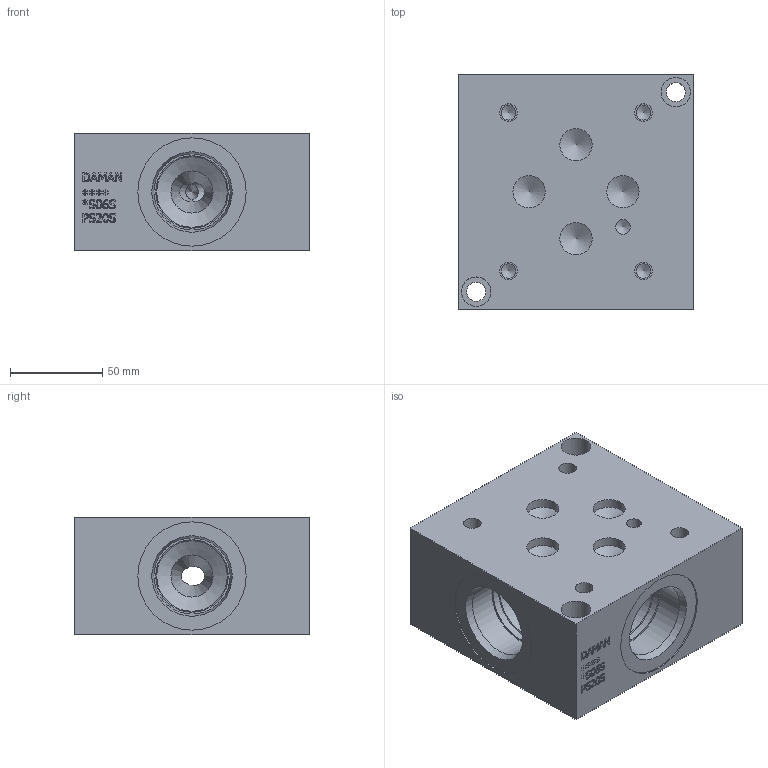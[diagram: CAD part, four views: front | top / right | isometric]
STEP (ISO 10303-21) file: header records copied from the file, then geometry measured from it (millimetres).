
FILE_DESCRIPTION(/* description */ (''),/* implementation_level */ '2;1');
FILE_NAME(/* name */ '_S06SPS20S.stp',/* time_stamp */ '2022-10-03T14:55:43-04:00',/* author */ ('bobbyh'),/* organization */ (''),/* preprocessor_version */ 'ST-DEVELOPER v18',/* originating_system */ 'Autodesk Inventor 2020',/* authorisation */ '');
FILE_SCHEMA (('AUTOMOTIVE_DESIGN { 1 0 10303 214 3 1 1 }'));
Length unit declared in the file: millimetre
Products named in the file (1): Part_AS06SPS20S_3D
Bounding box: 127 x 127 x 63.5 mm (x, y, z)
Volume: 783284.7 mm3; surface area: 94015.3 mm2
Topology: 1 solids, 1 shells, 416 faces, 1145 edges, 769 vertices
Faces by surface type: plane 219, bspline 134, cylinder 37, cone 26
Full cylindrical faces by diameter (mm): 7.925 x4, 8.001 x1, 9.525 x4, 10.312 x2, 15.875 x2, 17.475 x4, 38.1 x4, 39.218 x4, 41.275 x3, 41.28 x1, 41.758 x1, 43.51 x3, 58.572 x4
Entity records: 14254 total; most frequent: CARTESIAN_POINT 4064, ORIENTED_EDGE 2272, DIRECTION 1574, EDGE_CURVE 1136, VERTEX_POINT 769, LINE 728, VECTOR 728, EDGE_LOOP 473
